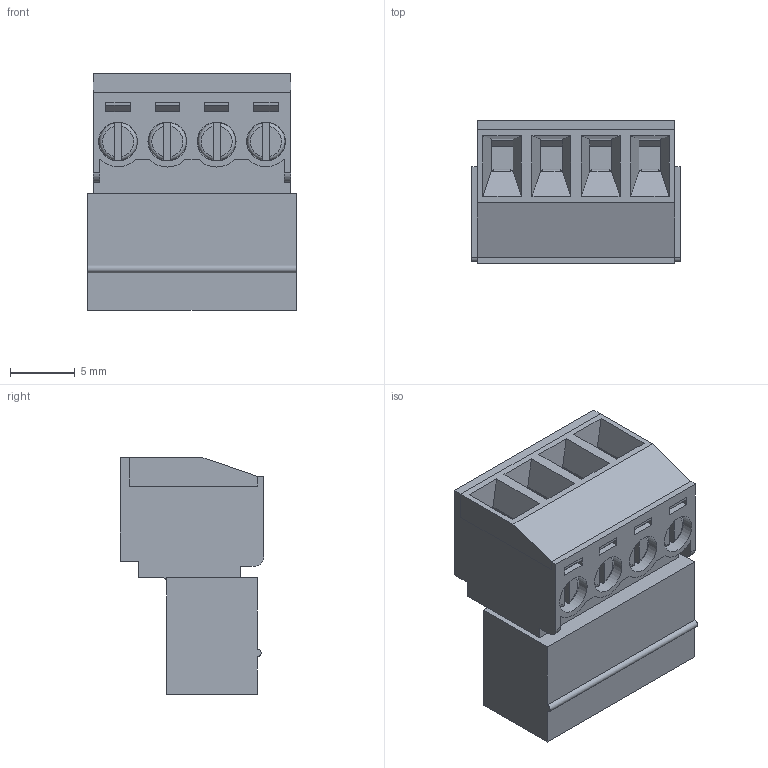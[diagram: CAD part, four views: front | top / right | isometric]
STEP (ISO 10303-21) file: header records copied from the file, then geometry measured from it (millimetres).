
FILE_DESCRIPTION( ( 'Unknown' ), '1' );
FILE_NAME( '691348300004.stp', 'Unknown', ( 'Unknown' ), ( 'Unknown' ), 'PSStep 17.0.49', 'Unknown', ' ' );
FILE_SCHEMA( ( 'AUTOMOTIVE_DESIGN { 1 0 10303 214 1 1 1 1 }' ) );
Length unit declared in the file: millimetre
Products named in the file (6): Assem1; 6913483000xx_Cage; 6913483000xx_Pin; 6913483000xx_vis; 691348300004; 691348300004_CAPOT
Assembly tree (14 placements, depth 2):
  Assem1
    6913483000xx_Cage  x4
    6913483000xx_Pin  x4
    6913483000xx_vis  x4
    691348300004
    691348300004_CAPOT
Bounding box: 16.12 x 11.1 x 18.3 mm (x, y, z)
Volume: 1446.9 mm3; surface area: 4374.7 mm2
Topology: 14 solids, 14 shells, 670 faces, 1786 edges, 1172 vertices
Faces by surface type: plane 574, cylinder 80, torus 16
Full cylindrical faces by diameter (mm): 1.45 x4, 1.6 x4, 1.9 x8, 2 x4, 2.9 x4, 3 x4
Entity records: 19890 total; most frequent: CARTESIAN_POINT 2812, ORIENTED_EDGE 2712, DIRECTION 2510, EDGE_CURVE 1356, LINE 1226, VECTOR 1226, VERTEX_POINT 904, AXIS2_PLACEMENT_3D 642
